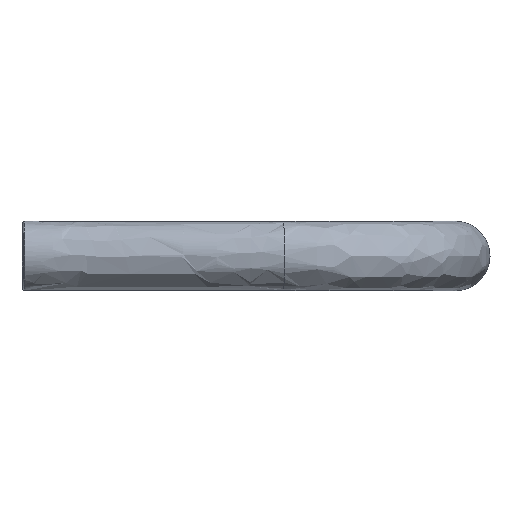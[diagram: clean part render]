
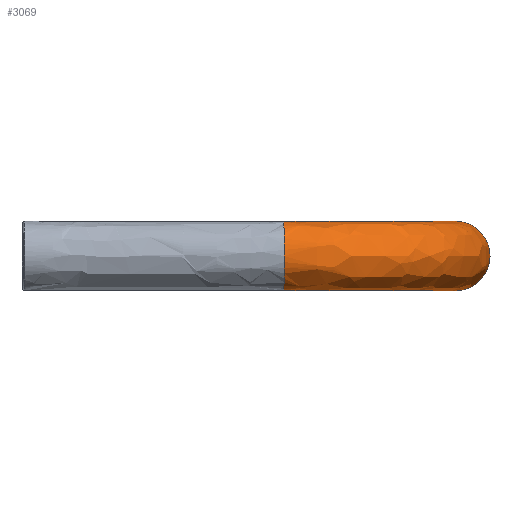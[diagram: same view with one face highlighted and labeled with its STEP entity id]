
A CAD part, front view. The second image highlights one B-rep face of the part: STEP entity #3069.
In plain terms, the highlighted free-form (B-spline) face has degree [3, 3] with [4, 4] control points.
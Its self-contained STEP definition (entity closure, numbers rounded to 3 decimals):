
#28 = FACE_OUTER_BOUND ( 'NONE', #938, .T. ) ;
#65 = CARTESIAN_POINT ( 'NONE',  ( 300., -378.425, 0. ) ) ;
#102 = CIRCLE ( 'NONE', #2456, 24.15 ) ;
#104 = AXIS2_PLACEMENT_3D ( 'NONE', #2230, #2228, #2226 ) ;
#106 = CARTESIAN_POINT ( 'NONE',  ( 300., -378.425, 24.15 ) ) ;
#112 = ORIENTED_EDGE ( 'NONE', *, *, #1482, .F. ) ;
#195 = CIRCLE ( 'NONE', #3055, 120. ) ;
#245 = DIRECTION ( 'NONE',  ( 0., 0., -1. ) ) ;
#313 = DIRECTION ( 'NONE',  ( 0.009, -1., 0. ) ) ;
#471 = EDGE_CURVE ( 'NONE', #703, #1058, #102, .T. ) ;
#577 = DIRECTION ( 'NONE',  ( 1., 0., 0. ) ) ;
#584 = DIRECTION ( 'NONE',  ( 0., 0., -1. ) ) ;
#688 = CARTESIAN_POINT ( 'NONE',  ( 181.047, -498.42, -24.15 ) ) ;
#703 = VERTEX_POINT ( 'NONE', #1147 ) ;
#847 = CARTESIAN_POINT ( 'NONE',  ( 180., -378.425, -24.15 ) ) ;
#938 = EDGE_LOOP ( 'NONE', ( #2185, #1815, #2776, #112 ) ) ;
#1058 = VERTEX_POINT ( 'NONE', #106 ) ;
#1147 = CARTESIAN_POINT ( 'NONE',  ( 300., -378.425, -24.15 ) ) ;
#1482 = EDGE_CURVE ( 'NONE', #703, #1951, #195, .T. ) ;
#1540 = EDGE_CURVE ( 'NONE', #1951, #2863, #2425, .T. ) ;
#1597 = EDGE_CURVE ( 'NONE', #1058, #2863, #1605, .T. ) ;
#1605 = CIRCLE ( 'NONE', #104, 120. ) ;
#1782 =( BOUNDED_SURFACE ( )  B_SPLINE_SURFACE ( 3, 3, ( 
 ( #2423, #2444, #2399, #2390 ),
 ( #2386, #2379, #2372, #2368 ),
 ( #2355, #2350, #2343, #2334 ),
 ( #2329, #2323, #2315, #2310 ) ),
 .UNSPECIFIED., .F., .F., .F. ) 
 B_SPLINE_SURFACE_WITH_KNOTS ( ( 4, 4 ),
 ( 4, 4 ),
 ( 0., 1. ),
 ( 0., 1. ),
 .UNSPECIFIED. ) 
 GEOMETRIC_REPRESENTATION_ITEM ( )  RATIONAL_B_SPLINE_SURFACE ( (
 ( 1., 0.807, 0.807, 1.),
 ( 0.333, 0.269, 0.269, 0.333),
 ( 0.333, 0.269, 0.269, 0.333),
 ( 1., 0.807, 0.807, 1.) ) ) 
 REPRESENTATION_ITEM ( '' )  SURFACE ( )  );
#1815 = ORIENTED_EDGE ( 'NONE', *, *, #1597, .T. ) ;
#1951 = VERTEX_POINT ( 'NONE', #688 ) ;
#2185 = ORIENTED_EDGE ( 'NONE', *, *, #471, .T. ) ;
#2226 = DIRECTION ( 'NONE',  ( 1., 0., 0. ) ) ;
#2228 = DIRECTION ( 'NONE',  ( 0., 0., -1. ) ) ;
#2230 = CARTESIAN_POINT ( 'NONE',  ( 180., -378.425, 24.15 ) ) ;
#2310 = CARTESIAN_POINT ( 'NONE',  ( 181.047, -498.42, 24.15 ) ) ;
#2315 = CARTESIAN_POINT ( 'NONE',  ( 250.853, -497.811, 24.15 ) ) ;
#2323 = CARTESIAN_POINT ( 'NONE',  ( 300., -448.234, 24.15 ) ) ;
#2329 = CARTESIAN_POINT ( 'NONE',  ( 300., -378.425, 24.15 ) ) ;
#2334 = CARTESIAN_POINT ( 'NONE',  ( 181.89, -546.713, 24.15 ) ) ;
#2343 = CARTESIAN_POINT ( 'NONE',  ( 279.79, -545.613, 24.15 ) ) ;
#2350 = CARTESIAN_POINT ( 'NONE',  ( 348.543, -475.909, 24.15 ) ) ;
#2355 = CARTESIAN_POINT ( 'NONE',  ( 348.298, -378.003, 24.15 ) ) ;
#2368 = CARTESIAN_POINT ( 'NONE',  ( 181.89, -546.713, -24.15 ) ) ;
#2372 = CARTESIAN_POINT ( 'NONE',  ( 279.79, -545.613, -24.15 ) ) ;
#2379 = CARTESIAN_POINT ( 'NONE',  ( 348.543, -475.909, -24.15 ) ) ;
#2386 = CARTESIAN_POINT ( 'NONE',  ( 348.298, -378.003, -24.15 ) ) ;
#2390 = CARTESIAN_POINT ( 'NONE',  ( 181.047, -498.42, -24.15 ) ) ;
#2399 = CARTESIAN_POINT ( 'NONE',  ( 250.853, -497.811, -24.15 ) ) ;
#2423 = CARTESIAN_POINT ( 'NONE',  ( 300., -378.425, -24.15 ) ) ;
#2425 = CIRCLE ( 'NONE', #2611, 24.15 ) ;
#2444 = CARTESIAN_POINT ( 'NONE',  ( 300., -448.234, -24.15 ) ) ;
#2456 = AXIS2_PLACEMENT_3D ( 'NONE', #65, #313, #245 ) ;
#2547 = DIRECTION ( 'NONE',  ( 0., 0., -1. ) ) ;
#2555 = DIRECTION ( 'NONE',  ( -1., -0.017, 0. ) ) ;
#2557 = CARTESIAN_POINT ( 'NONE',  ( 181.047, -498.42, 0. ) ) ;
#2611 = AXIS2_PLACEMENT_3D ( 'NONE', #2557, #2555, #2547 ) ;
#2776 = ORIENTED_EDGE ( 'NONE', *, *, #1540, .F. ) ;
#2863 = VERTEX_POINT ( 'NONE', #2968 ) ;
#2968 = CARTESIAN_POINT ( 'NONE',  ( 181.047, -498.42, 24.15 ) ) ;
#3055 = AXIS2_PLACEMENT_3D ( 'NONE', #847, #584, #577 ) ;
#3069 = ADVANCED_FACE ( 'NONE', ( #28 ), #1782, .T. ) ;
